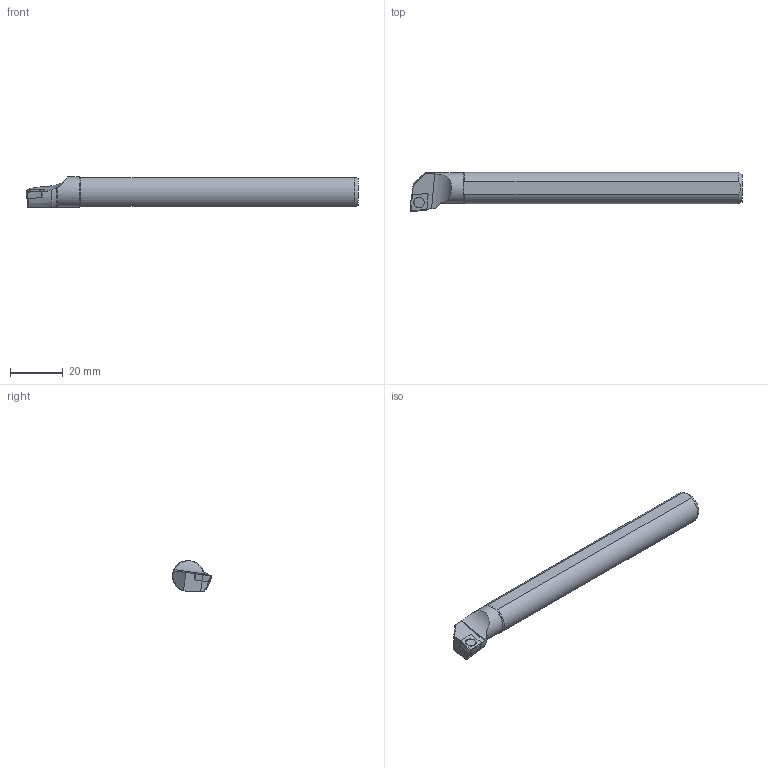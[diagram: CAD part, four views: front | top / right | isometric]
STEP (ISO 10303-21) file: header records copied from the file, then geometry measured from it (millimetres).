
FILE_DESCRIPTION(/* description */ (''),/* implementation_level */ '2;1');
FILE_NAME(/* name */ 'A12KSCLCR06_SIM.stp',/* time_stamp */ '2024-04-25T08:12:26+02:00',/* author */ (''),/* organization */ (''),/* preprocessor_version */ 'ST-DEVELOPER v18.102',/* originating_system */ 'SIEMENS PLM Software NX 2027',/* authorisation */ '');
FILE_SCHEMA (('AUTOMOTIVE_DESIGN { 1 0 10303 214 3 1 1 1 }'));
Length unit declared in the file: millimetre
Products named in the file (1): model1
Bounding box: 126.43 x 14.91 x 11.67 mm (x, y, z)
Volume: 13405.7 mm3; surface area: 4985.4 mm2
Topology: 2 solids, 2 shells, 38 faces, 95 edges, 62 vertices
Faces by surface type: plane 18, cone 9, cylinder 6, torus 5
Full cylindrical faces by diameter (mm): 2.8 x1, 4.1 x1, 11.6 x1
Entity records: 1160 total; most frequent: CARTESIAN_POINT 278, DIRECTION 177, ORIENTED_EDGE 164, EDGE_CURVE 82, AXIS2_PLACEMENT_3D 72, VERTEX_POINT 58, EDGE_LOOP 50, ADVANCED_FACE 38
